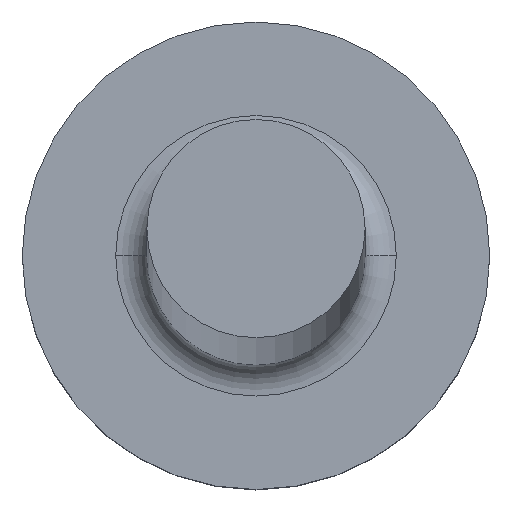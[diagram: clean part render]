
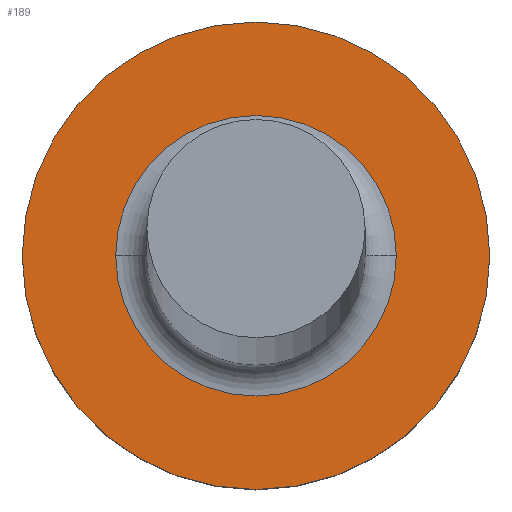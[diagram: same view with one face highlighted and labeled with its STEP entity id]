
A CAD part, top view. The second image highlights one B-rep face of the part: STEP entity #189.
In plain terms, the highlighted planar face has unit normal (0, 0, 1).
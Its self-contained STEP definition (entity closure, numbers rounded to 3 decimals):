
#1 = CARTESIAN_POINT ( 'NONE',  ( 0.9, 0., 1.5 ) ) ;
#2 = EDGE_CURVE ( 'NONE', #257, #215, #10, .T. ) ;
#3 = PLANE ( 'NONE',  #108 ) ;
#8 = EDGE_CURVE ( 'NONE', #69, #139, #237, .T. ) ;
#10 = CIRCLE ( 'NONE', #295, 1.5 ) ;
#17 = DIRECTION ( 'NONE',  ( 0., 0., 1. ) ) ;
#31 = CIRCLE ( 'NONE', #70, 1.5 ) ;
#37 = EDGE_LOOP ( 'NONE', ( #183, #42 ) ) ;
#40 = ORIENTED_EDGE ( 'NONE', *, *, #8, .T. ) ;
#42 = ORIENTED_EDGE ( 'NONE', *, *, #2, .T. ) ;
#43 = DIRECTION ( 'NONE',  ( 1., 0., 0. ) ) ;
#69 = VERTEX_POINT ( 'NONE', #193 ) ;
#70 = AXIS2_PLACEMENT_3D ( 'NONE', #203, #178, #252 ) ;
#77 = CARTESIAN_POINT ( 'NONE',  ( 0., 0., 1.5 ) ) ;
#78 = FACE_BOUND ( 'NONE', #207, .T. ) ;
#95 = DIRECTION ( 'NONE',  ( 1., 0., 0. ) ) ;
#108 = AXIS2_PLACEMENT_3D ( 'NONE', #77, #241, #272 ) ;
#123 = CARTESIAN_POINT ( 'NONE',  ( -1.5, 0., 1.5 ) ) ;
#139 = VERTEX_POINT ( 'NONE', #1 ) ;
#169 = AXIS2_PLACEMENT_3D ( 'NONE', #273, #296, #180 ) ;
#178 = DIRECTION ( 'NONE',  ( 0., 0., 1. ) ) ;
#180 = DIRECTION ( 'NONE',  ( 1., 0., 0. ) ) ;
#183 = ORIENTED_EDGE ( 'NONE', *, *, #306, .T. ) ;
#189 = ADVANCED_FACE ( 'NONE', ( #78, #270 ), #3, .T. ) ;
#193 = CARTESIAN_POINT ( 'NONE',  ( -0.9, 0., 1.5 ) ) ;
#203 = CARTESIAN_POINT ( 'NONE',  ( 0., 0., 1.5 ) ) ;
#207 = EDGE_LOOP ( 'NONE', ( #283, #40 ) ) ;
#209 = DIRECTION ( 'NONE',  ( 0., 0., -1. ) ) ;
#215 = VERTEX_POINT ( 'NONE', #123 ) ;
#235 = CARTESIAN_POINT ( 'NONE',  ( 0., 0., 1.5 ) ) ;
#237 = CIRCLE ( 'NONE', #242, 0.9 ) ;
#241 = DIRECTION ( 'NONE',  ( 0., 0., 1. ) ) ;
#242 = AXIS2_PLACEMENT_3D ( 'NONE', #285, #209, #43 ) ;
#252 = DIRECTION ( 'NONE',  ( 1., 0., 0. ) ) ;
#253 = CIRCLE ( 'NONE', #169, 0.9 ) ;
#257 = VERTEX_POINT ( 'NONE', #276 ) ;
#270 = FACE_OUTER_BOUND ( 'NONE', #37, .T. ) ;
#272 = DIRECTION ( 'NONE',  ( 1., 0., 0. ) ) ;
#273 = CARTESIAN_POINT ( 'NONE',  ( 0., 0., 1.5 ) ) ;
#276 = CARTESIAN_POINT ( 'NONE',  ( 1.5, 0., 1.5 ) ) ;
#283 = ORIENTED_EDGE ( 'NONE', *, *, #293, .T. ) ;
#285 = CARTESIAN_POINT ( 'NONE',  ( 0., 0., 1.5 ) ) ;
#293 = EDGE_CURVE ( 'NONE', #139, #69, #253, .T. ) ;
#295 = AXIS2_PLACEMENT_3D ( 'NONE', #235, #17, #95 ) ;
#296 = DIRECTION ( 'NONE',  ( 0., 0., -1. ) ) ;
#306 = EDGE_CURVE ( 'NONE', #215, #257, #31, .T. ) ;
